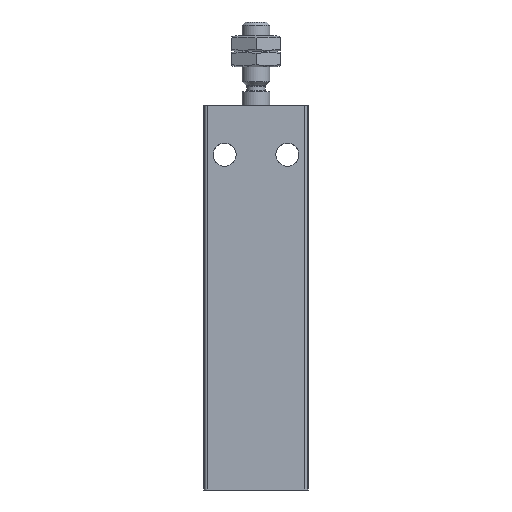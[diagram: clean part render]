
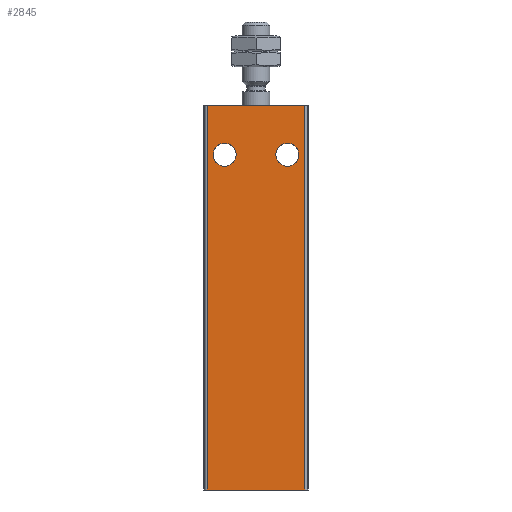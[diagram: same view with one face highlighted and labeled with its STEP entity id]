
A CAD part, front view. The second image highlights one B-rep face of the part: STEP entity #2845.
In plain terms, the highlighted planar face has unit normal (0, -1, 0).
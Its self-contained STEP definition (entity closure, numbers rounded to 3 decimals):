
#106=PLANE('',#3134);
#274=LINE('',#5018,#436);
#275=LINE('',#5021,#437);
#276=LINE('',#5023,#438);
#277=LINE('',#5025,#439);
#436=VECTOR('',#3761,1000.);
#437=VECTOR('',#3762,1000.);
#438=VECTOR('',#3763,1000.);
#439=VECTOR('',#3764,1000.);
#478=CIRCLE('',#2975,1.65);
#479=CIRCLE('',#2978,1.65);
#932=ORIENTED_EDGE('',*,*,#1426,.F.);
#933=ORIENTED_EDGE('',*,*,#1422,.F.);
#934=ORIENTED_EDGE('',*,*,#1684,.T.);
#935=ORIENTED_EDGE('',*,*,#1685,.T.);
#936=ORIENTED_EDGE('',*,*,#1686,.F.);
#937=ORIENTED_EDGE('',*,*,#1687,.F.);
#1422=EDGE_CURVE('',#1826,#1826,#478,.T.);
#1426=EDGE_CURVE('',#1830,#1830,#479,.T.);
#1684=EDGE_CURVE('',#2032,#2033,#274,.T.);
#1685=EDGE_CURVE('',#2033,#2034,#275,.T.);
#1686=EDGE_CURVE('',#2035,#2034,#276,.T.);
#1687=EDGE_CURVE('',#2032,#2035,#277,.T.);
#1826=VERTEX_POINT('',#4195);
#1830=VERTEX_POINT('',#4241);
#2032=VERTEX_POINT('',#5019);
#2033=VERTEX_POINT('',#5020);
#2034=VERTEX_POINT('',#5022);
#2035=VERTEX_POINT('',#5024);
#2277=EDGE_LOOP('',(#932));
#2278=EDGE_LOOP('',(#933));
#2279=EDGE_LOOP('',(#934,#935,#936,#937));
#2519=FACE_BOUND('',#2277,.T.);
#2520=FACE_BOUND('',#2278,.T.);
#2521=FACE_BOUND('',#2279,.T.);
#2845=ADVANCED_FACE('',(#2519,#2520,#2521),#106,.T.);
#2975=AXIS2_PLACEMENT_3D('',#4194,#3321,#3322);
#2978=AXIS2_PLACEMENT_3D('',#4240,#3327,#3328);
#3134=AXIS2_PLACEMENT_3D('',#5017,#3759,#3760);
#3321=DIRECTION('',(0.,-1.,0.));
#3322=DIRECTION('',(0.,0.,-1.));
#3327=DIRECTION('',(0.,-1.,0.));
#3328=DIRECTION('',(0.,0.,-1.));
#3759=DIRECTION('',(0.,-1.,0.));
#3760=DIRECTION('',(0.,0.,-1.));
#3761=DIRECTION('',(1.,0.,0.));
#3762=DIRECTION('',(0.,0.,1.));
#3763=DIRECTION('',(1.,0.,0.));
#3764=DIRECTION('',(0.,0.,1.));
#4194=CARTESIAN_POINT('',(4.5,-12.,-7.));
#4195=CARTESIAN_POINT('',(4.5,-12.,-8.65));
#4240=CARTESIAN_POINT('',(-4.5,-12.,-7.));
#4241=CARTESIAN_POINT('',(-4.5,-12.,-8.65));
#5017=CARTESIAN_POINT('',(-7.5,-12.,-55.));
#5018=CARTESIAN_POINT('',(-7.5,-12.,-55.));
#5019=CARTESIAN_POINT('',(-7.009,-12.,-55.));
#5020=CARTESIAN_POINT('',(7.009,-12.,-55.));
#5021=CARTESIAN_POINT('',(7.009,-12.,-55.));
#5022=CARTESIAN_POINT('',(7.009,-12.,0.));
#5023=CARTESIAN_POINT('',(-7.5,-12.,0.));
#5024=CARTESIAN_POINT('',(-7.009,-12.,0.));
#5025=CARTESIAN_POINT('',(-7.009,-12.,-55.));
